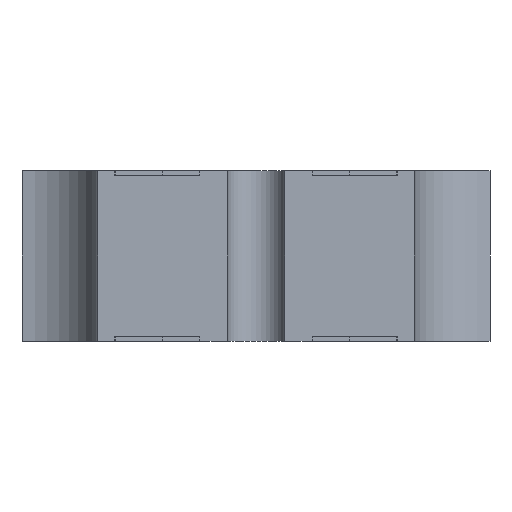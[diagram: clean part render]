
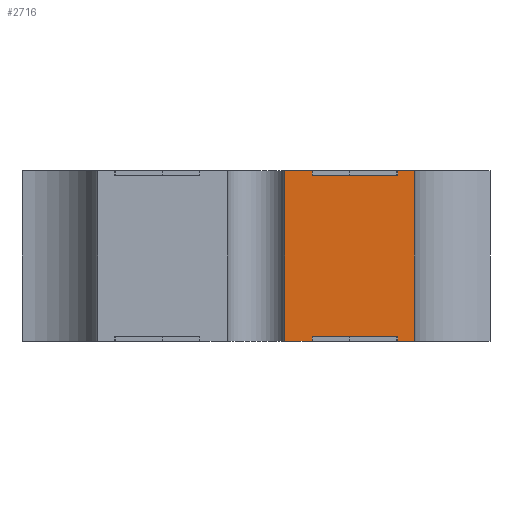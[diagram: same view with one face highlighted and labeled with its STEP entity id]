
A CAD part, left-side view. The second image highlights one B-rep face of the part: STEP entity #2716.
In plain terms, the highlighted planar face has unit normal (-1, 0, 0).
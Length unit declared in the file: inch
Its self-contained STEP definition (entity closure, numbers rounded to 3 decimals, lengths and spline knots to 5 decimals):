
#69 = EDGE_CURVE ( 'NONE', #9075, #13360, #1281, .T. ) ;
#527 = CARTESIAN_POINT ( 'NONE',  ( -0.125, -0.06759, 0. ) ) ;
#628 = VECTOR ( 'NONE', #12843, 39.37008 ) ;
#797 = VERTEX_POINT ( 'NONE', #1097 ) ;
#899 = ORIENTED_EDGE ( 'NONE', *, *, #6469, .T. ) ;
#969 = DIRECTION ( 'NONE',  ( 0., 0., 1. ) ) ;
#1097 = CARTESIAN_POINT ( 'NONE',  ( -0.125, -0.01225, 0. ) ) ;
#1166 = ORIENTED_EDGE ( 'NONE', *, *, #11609, .F. ) ;
#1195 = CARTESIAN_POINT ( 'NONE',  ( -0.125, -0.0605, 0.071 ) ) ;
#1256 = VERTEX_POINT ( 'NONE', #8942 ) ;
#1258 = EDGE_CURVE ( 'NONE', #12209, #9715, #7781, .T. ) ;
#1281 = LINE ( 'NONE', #12131, #9350 ) ;
#1563 = CARTESIAN_POINT ( 'NONE',  ( -0.125, -0.01225, 0.073 ) ) ;
#1639 = AXIS2_PLACEMENT_3D ( 'NONE', #8815, #13232, #10034 ) ;
#1859 = ORIENTED_EDGE ( 'NONE', *, *, #12185, .T. ) ;
#1971 = ORIENTED_EDGE ( 'NONE', *, *, #2947, .F. ) ;
#2585 = DIRECTION ( 'NONE',  ( 0., 1., 0. ) ) ;
#2716 = ADVANCED_FACE ( 'NONE', ( #4399 ), #3101, .F. ) ;
#2738 = LINE ( 'NONE', #9246, #5275 ) ;
#2787 = CARTESIAN_POINT ( 'NONE',  ( -0.125, 0.1025, 0.071 ) ) ;
#2881 = CARTESIAN_POINT ( 'NONE',  ( -0.125, -0.0605, 0. ) ) ;
#2947 = EDGE_CURVE ( 'NONE', #6067, #9715, #8370, .T. ) ;
#3101 = PLANE ( 'NONE',  #1639 ) ;
#3442 = VECTOR ( 'NONE', #12576, 39.37008 ) ;
#3451 = EDGE_CURVE ( 'NONE', #9128, #3992, #9298, .T. ) ;
#3485 = DIRECTION ( 'NONE',  ( 0., 0., 1. ) ) ;
#3815 = DIRECTION ( 'NONE',  ( 0., 1., 0. ) ) ;
#3957 = VECTOR ( 'NONE', #9683, 39.37008 ) ;
#3992 = VERTEX_POINT ( 'NONE', #12076 ) ;
#4399 = FACE_OUTER_BOUND ( 'NONE', #8832, .T. ) ;
#4583 = VECTOR ( 'NONE', #13356, 39.37008 ) ;
#4872 = CARTESIAN_POINT ( 'NONE',  ( -0.125, -0.06759, 0.073 ) ) ;
#4987 = LINE ( 'NONE', #6346, #3957 ) ;
#5137 = DIRECTION ( 'NONE',  ( 0., -1., 0. ) ) ;
#5148 = VECTOR ( 'NONE', #2585, 39.37008 ) ;
#5213 = EDGE_CURVE ( 'NONE', #3992, #11652, #9783, .T. ) ;
#5250 = ORIENTED_EDGE ( 'NONE', *, *, #3451, .T. ) ;
#5275 = VECTOR ( 'NONE', #3815, 39.37008 ) ;
#5445 = EDGE_CURVE ( 'NONE', #797, #13360, #10571, .T. ) ;
#5459 = ORIENTED_EDGE ( 'NONE', *, *, #5213, .T. ) ;
#5462 = EDGE_CURVE ( 'NONE', #9075, #1256, #6142, .T. ) ;
#5823 = ORIENTED_EDGE ( 'NONE', *, *, #1258, .T. ) ;
#6003 = CARTESIAN_POINT ( 'NONE',  ( -0.125, -0.02403, 0. ) ) ;
#6056 = LINE ( 'NONE', #7001, #3442 ) ;
#6067 = VERTEX_POINT ( 'NONE', #4872 ) ;
#6075 = DIRECTION ( 'NONE',  ( 0., -1., 0. ) ) ;
#6111 = VERTEX_POINT ( 'NONE', #1563 ) ;
#6142 = LINE ( 'NONE', #8101, #6472 ) ;
#6346 = CARTESIAN_POINT ( 'NONE',  ( -0.125, -0.0605, 0.002 ) ) ;
#6358 = ORIENTED_EDGE ( 'NONE', *, *, #69, .F. ) ;
#6469 = EDGE_CURVE ( 'NONE', #1256, #12209, #4987, .T. ) ;
#6472 = VECTOR ( 'NONE', #5137, 39.37008 ) ;
#6931 = VECTOR ( 'NONE', #969, 39.37008 ) ;
#7001 = CARTESIAN_POINT ( 'NONE',  ( -0.125, -0.01225, 0.002 ) ) ;
#7330 = ORIENTED_EDGE ( 'NONE', *, *, #5445, .T. ) ;
#7343 = CARTESIAN_POINT ( 'NONE',  ( -0.125, -0.0605, 0.071 ) ) ;
#7433 = EDGE_CURVE ( 'NONE', #6111, #797, #6056, .T. ) ;
#7781 = LINE ( 'NONE', #12417, #4583 ) ;
#7851 = VECTOR ( 'NONE', #6075, 39.37008 ) ;
#8100 = VERTEX_POINT ( 'NONE', #12181 ) ;
#8101 = CARTESIAN_POINT ( 'NONE',  ( -0.125, -0.0605, 0.002 ) ) ;
#8370 = LINE ( 'NONE', #13734, #10544 ) ;
#8815 = CARTESIAN_POINT ( 'NONE',  ( -0.125, -0.06759, 0.002 ) ) ;
#8832 = EDGE_LOOP ( 'NONE', ( #1971, #1859, #1166, #5250, #5459, #13148, #11577, #7330, #6358, #12274, #899, #5823 ) ) ;
#8842 = CARTESIAN_POINT ( 'NONE',  ( -0.125, -0.06759, 0. ) ) ;
#8942 = CARTESIAN_POINT ( 'NONE',  ( -0.125, -0.0605, 0.002 ) ) ;
#9034 = EDGE_CURVE ( 'NONE', #11652, #6111, #13577, .T. ) ;
#9075 = VERTEX_POINT ( 'NONE', #9589 ) ;
#9128 = VERTEX_POINT ( 'NONE', #7343 ) ;
#9246 = CARTESIAN_POINT ( 'NONE',  ( -0.125, 0.1025, 0.073 ) ) ;
#9298 = LINE ( 'NONE', #2787, #628 ) ;
#9350 = VECTOR ( 'NONE', #10026, 39.37008 ) ;
#9589 = CARTESIAN_POINT ( 'NONE',  ( -0.125, -0.02403, 0.002 ) ) ;
#9683 = DIRECTION ( 'NONE',  ( 0., 0., -1. ) ) ;
#9715 = VERTEX_POINT ( 'NONE', #8842 ) ;
#9783 = LINE ( 'NONE', #11953, #6931 ) ;
#10026 = DIRECTION ( 'NONE',  ( 0., 0., -1. ) ) ;
#10034 = DIRECTION ( 'NONE',  ( 0., 0., -1. ) ) ;
#10544 = VECTOR ( 'NONE', #11632, 39.37008 ) ;
#10571 = LINE ( 'NONE', #527, #7851 ) ;
#11086 = LINE ( 'NONE', #1195, #13350 ) ;
#11577 = ORIENTED_EDGE ( 'NONE', *, *, #7433, .T. ) ;
#11609 = EDGE_CURVE ( 'NONE', #9128, #8100, #11086, .T. ) ;
#11632 = DIRECTION ( 'NONE',  ( 0., 0., -1. ) ) ;
#11652 = VERTEX_POINT ( 'NONE', #12179 ) ;
#11953 = CARTESIAN_POINT ( 'NONE',  ( -0.125, -0.02403, 0.071 ) ) ;
#12076 = CARTESIAN_POINT ( 'NONE',  ( -0.125, -0.02403, 0.071 ) ) ;
#12131 = CARTESIAN_POINT ( 'NONE',  ( -0.125, -0.02403, 0.002 ) ) ;
#12179 = CARTESIAN_POINT ( 'NONE',  ( -0.125, -0.02403, 0.073 ) ) ;
#12181 = CARTESIAN_POINT ( 'NONE',  ( -0.125, -0.0605, 0.073 ) ) ;
#12185 = EDGE_CURVE ( 'NONE', #6067, #8100, #2738, .T. ) ;
#12209 = VERTEX_POINT ( 'NONE', #2881 ) ;
#12274 = ORIENTED_EDGE ( 'NONE', *, *, #5462, .T. ) ;
#12417 = CARTESIAN_POINT ( 'NONE',  ( -0.125, -0.06759, 0. ) ) ;
#12490 = CARTESIAN_POINT ( 'NONE',  ( -0.125, 0.1025, 0.073 ) ) ;
#12576 = DIRECTION ( 'NONE',  ( 0., 0., -1. ) ) ;
#12843 = DIRECTION ( 'NONE',  ( 0., 1., 0. ) ) ;
#13148 = ORIENTED_EDGE ( 'NONE', *, *, #9034, .T. ) ;
#13232 = DIRECTION ( 'NONE',  ( 1., 0., 0. ) ) ;
#13350 = VECTOR ( 'NONE', #3485, 39.37008 ) ;
#13356 = DIRECTION ( 'NONE',  ( 0., -1., 0. ) ) ;
#13360 = VERTEX_POINT ( 'NONE', #6003 ) ;
#13577 = LINE ( 'NONE', #12490, #5148 ) ;
#13734 = CARTESIAN_POINT ( 'NONE',  ( -0.125, -0.06759, 0.002 ) ) ;
